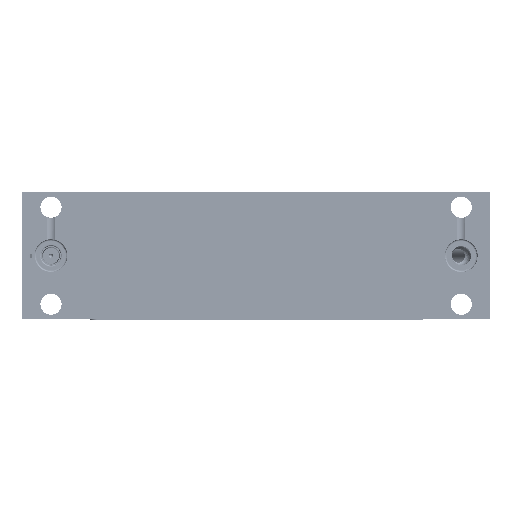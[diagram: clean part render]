
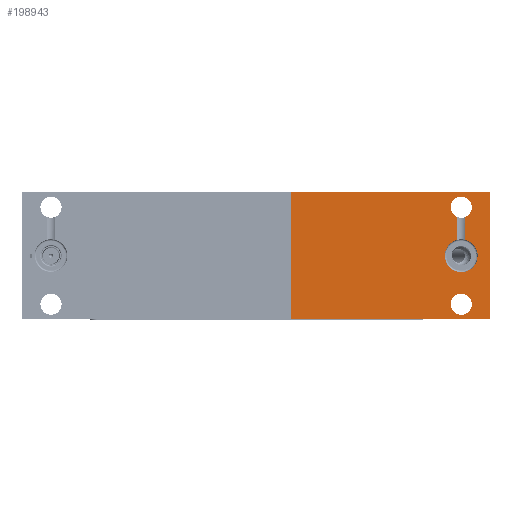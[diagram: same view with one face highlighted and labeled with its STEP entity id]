
A CAD part, front view. The second image highlights one B-rep face of the part: STEP entity #198943.
In plain terms, the highlighted planar face has unit normal (0, -1, 0).
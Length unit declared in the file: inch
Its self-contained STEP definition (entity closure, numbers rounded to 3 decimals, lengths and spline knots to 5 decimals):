
#765 = CARTESIAN_POINT ( 'NONE',  ( -0.812, 4.18979, 3.9233 ) ) ;
#1250 = EDGE_LOOP ( 'NONE', ( #216186, #176121, #258896, #262439 ) ) ;
#4267 = DIRECTION ( 'NONE',  ( 0., 0., 1. ) ) ;
#5534 = CARTESIAN_POINT ( 'NONE',  ( -0.77809, 4.18979, 3.26082 ) ) ;
#7210 = VECTOR ( 'NONE', #162085, 39.37008 ) ;
#10112 = DIRECTION ( 'NONE',  ( 0., 0., 1. ) ) ;
#10121 = DIRECTION ( 'NONE',  ( 0., 0., -1. ) ) ;
#18841 = DIRECTION ( 'NONE',  ( 0., 1., 0. ) ) ;
#21775 = EDGE_CURVE ( 'NONE', #80345, #22331, #293196, .T. ) ;
#22331 = VERTEX_POINT ( 'NONE', #204788 ) ;
#23850 = ORIENTED_EDGE ( 'NONE', *, *, #114065, .T. ) ;
#40476 = CARTESIAN_POINT ( 'NONE',  ( -0.812, 4.18979, 3.83632 ) ) ;
#43088 = CARTESIAN_POINT ( 'NONE',  ( -2.27809, 4.18979, 3.22232 ) ) ;
#51718 = VERTEX_POINT ( 'NONE', #209716 ) ;
#55994 = LINE ( 'NONE', #209223, #67576 ) ;
#62238 = CARTESIAN_POINT ( 'NONE',  ( -0.77809, 4.18979, 4.21032 ) ) ;
#67387 = ORIENTED_EDGE ( 'NONE', *, *, #264742, .T. ) ;
#67576 = VECTOR ( 'NONE', #252582, 39.37008 ) ;
#70124 = ORIENTED_EDGE ( 'NONE', *, *, #21775, .T. ) ;
#80345 = VERTEX_POINT ( 'NONE', #234708 ) ;
#83451 = CARTESIAN_POINT ( 'NONE',  ( -2.27809, 4.18979, 3.22232 ) ) ;
#85992 = AXIS2_PLACEMENT_3D ( 'NONE', #62238, #18841, #318547 ) ;
#100992 = DIRECTION ( 'NONE',  ( 0., 1., 0. ) ) ;
#108724 = EDGE_LOOP ( 'NONE', ( #318000, #149584, #270251, #23850, #70124 ) ) ;
#110771 = LINE ( 'NONE', #257298, #313096 ) ;
#114065 = EDGE_CURVE ( 'NONE', #141518, #80345, #317502, .T. ) ;
#125289 = EDGE_CURVE ( 'NONE', #236649, #22331, #55994, .T. ) ;
#127339 = CARTESIAN_POINT ( 'NONE',  ( -0.77809, 4.18979, 3.35432 ) ) ;
#132407 = DIRECTION ( 'NONE',  ( -1., 0., 0. ) ) ;
#135025 = EDGE_LOOP ( 'NONE', ( #67387, #172345 ) ) ;
#141518 = VERTEX_POINT ( 'NONE', #247460 ) ;
#142619 = EDGE_CURVE ( 'NONE', #214617, #195678, #110771, .T. ) ;
#144029 = CARTESIAN_POINT ( 'NONE',  ( -0.52409, 4.18979, 4.34232 ) ) ;
#145164 = AXIS2_PLACEMENT_3D ( 'NONE', #127339, #255495, #230524 ) ;
#149438 = AXIS2_PLACEMENT_3D ( 'NONE', #83451, #258244, #10121 ) ;
#149584 = ORIENTED_EDGE ( 'NONE', *, *, #304759, .T. ) ;
#150613 = CIRCLE ( 'NONE', #145164, 0.0935 ) ;
#151137 = CARTESIAN_POINT ( 'NONE',  ( -2.27809, 4.18979, 4.34232 ) ) ;
#151229 = LINE ( 'NONE', #252792, #304179 ) ;
#154837 = AXIS2_PLACEMENT_3D ( 'NONE', #221624, #171649, #269900 ) ;
#161452 = VERTEX_POINT ( 'NONE', #250390 ) ;
#162085 = DIRECTION ( 'NONE',  ( 0., 0., -1. ) ) ;
#163277 = VECTOR ( 'NONE', #252700, 39.37008 ) ;
#170409 = EDGE_CURVE ( 'NONE', #213583, #214617, #270543, .T. ) ;
#171649 = DIRECTION ( 'NONE',  ( 0., 1., 0. ) ) ;
#172345 = ORIENTED_EDGE ( 'NONE', *, *, #240981, .T. ) ;
#174285 = CARTESIAN_POINT ( 'NONE',  ( -0.77809, 4.18979, 4.21032 ) ) ;
#176121 = ORIENTED_EDGE ( 'NONE', *, *, #142619, .F. ) ;
#178469 = CARTESIAN_POINT ( 'NONE',  ( -0.52409, 4.18979, 3.22232 ) ) ;
#182738 = CARTESIAN_POINT ( 'NONE',  ( -0.74417, 4.18979, 3.9233 ) ) ;
#183338 = FACE_BOUND ( 'NONE', #108724, .T. ) ;
#194672 = EDGE_CURVE ( 'NONE', #161452, #213583, #310406, .T. ) ;
#195678 = VERTEX_POINT ( 'NONE', #43088 ) ;
#198943 = ADVANCED_FACE ( 'NONE', ( #234915, #183338, #289802 ), #206686, .T. ) ;
#204788 = CARTESIAN_POINT ( 'NONE',  ( -0.74417, 4.18979, 4.12319 ) ) ;
#206686 = PLANE ( 'NONE',  #149438 ) ;
#209223 = CARTESIAN_POINT ( 'NONE',  ( -0.74417, 4.18979, 3.83632 ) ) ;
#209716 = CARTESIAN_POINT ( 'NONE',  ( -0.77809, 4.18979, 3.44782 ) ) ;
#213583 = VERTEX_POINT ( 'NONE', #299759 ) ;
#214617 = VERTEX_POINT ( 'NONE', #178469 ) ;
#216186 = ORIENTED_EDGE ( 'NONE', *, *, #308180, .F. ) ;
#221624 = CARTESIAN_POINT ( 'NONE',  ( -0.77809, 4.18979, 3.35432 ) ) ;
#228182 = CIRCLE ( 'NONE', #254765, 0.145 ) ;
#230524 = DIRECTION ( 'NONE',  ( 0., 0., 1. ) ) ;
#234708 = CARTESIAN_POINT ( 'NONE',  ( -0.77809, 4.18979, 4.30382 ) ) ;
#234915 = FACE_BOUND ( 'NONE', #135025, .T. ) ;
#236649 = VERTEX_POINT ( 'NONE', #182738 ) ;
#240981 = EDGE_CURVE ( 'NONE', #323839, #51718, #303633, .T. ) ;
#245032 = EDGE_CURVE ( 'NONE', #141518, #263553, #268583, .T. ) ;
#247460 = CARTESIAN_POINT ( 'NONE',  ( -0.812, 4.18979, 4.12319 ) ) ;
#250390 = CARTESIAN_POINT ( 'NONE',  ( -2.27809, 4.18979, 4.34232 ) ) ;
#252582 = DIRECTION ( 'NONE',  ( 0., 0., 1. ) ) ;
#252700 = DIRECTION ( 'NONE',  ( 1., 0., 0. ) ) ;
#252792 = CARTESIAN_POINT ( 'NONE',  ( -2.27809, 4.18979, 4.34232 ) ) ;
#254765 = AXIS2_PLACEMENT_3D ( 'NONE', #309829, #258235, #10112 ) ;
#255495 = DIRECTION ( 'NONE',  ( 0., 1., 0. ) ) ;
#257298 = CARTESIAN_POINT ( 'NONE',  ( -2.27809, 4.18979, 3.22232 ) ) ;
#258235 = DIRECTION ( 'NONE',  ( 0., 1., 0. ) ) ;
#258244 = DIRECTION ( 'NONE',  ( 0., -1., 0. ) ) ;
#258896 = ORIENTED_EDGE ( 'NONE', *, *, #170409, .F. ) ;
#262439 = ORIENTED_EDGE ( 'NONE', *, *, #194672, .F. ) ;
#263553 = VERTEX_POINT ( 'NONE', #765 ) ;
#264742 = EDGE_CURVE ( 'NONE', #51718, #323839, #150613, .T. ) ;
#268583 = LINE ( 'NONE', #40476, #7210 ) ;
#269900 = DIRECTION ( 'NONE',  ( 0., 0., 1. ) ) ;
#270251 = ORIENTED_EDGE ( 'NONE', *, *, #245032, .F. ) ;
#270543 = LINE ( 'NONE', #144029, #323252 ) ;
#289802 = FACE_OUTER_BOUND ( 'NONE', #1250, .T. ) ;
#290911 = AXIS2_PLACEMENT_3D ( 'NONE', #174285, #100992, #4267 ) ;
#293196 = CIRCLE ( 'NONE', #85992, 0.0935 ) ;
#299759 = CARTESIAN_POINT ( 'NONE',  ( -0.52409, 4.18979, 4.34232 ) ) ;
#303633 = CIRCLE ( 'NONE', #154837, 0.0935 ) ;
#304179 = VECTOR ( 'NONE', #329327, 39.37008 ) ;
#304759 = EDGE_CURVE ( 'NONE', #236649, #263553, #228182, .T. ) ;
#308180 = EDGE_CURVE ( 'NONE', #195678, #161452, #151229, .T. ) ;
#309829 = CARTESIAN_POINT ( 'NONE',  ( -0.77809, 4.18979, 3.78232 ) ) ;
#310406 = LINE ( 'NONE', #151137, #163277 ) ;
#313096 = VECTOR ( 'NONE', #132407, 39.37008 ) ;
#317502 = CIRCLE ( 'NONE', #290911, 0.0935 ) ;
#318000 = ORIENTED_EDGE ( 'NONE', *, *, #125289, .F. ) ;
#318547 = DIRECTION ( 'NONE',  ( 0., 0., 1. ) ) ;
#322102 = DIRECTION ( 'NONE',  ( 0., 0., -1. ) ) ;
#323252 = VECTOR ( 'NONE', #322102, 39.37008 ) ;
#323839 = VERTEX_POINT ( 'NONE', #5534 ) ;
#329327 = DIRECTION ( 'NONE',  ( 0., 0., 1. ) ) ;
